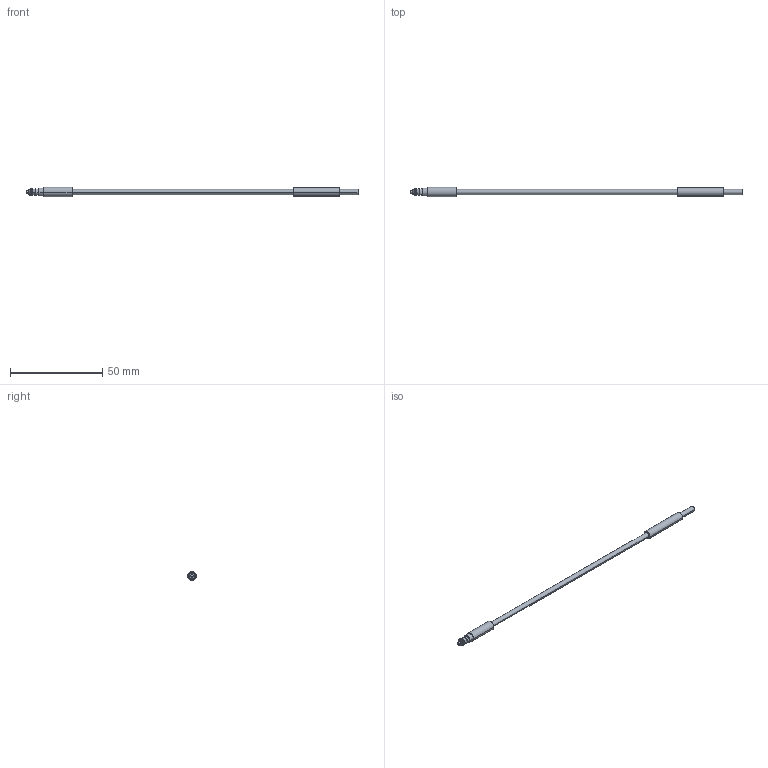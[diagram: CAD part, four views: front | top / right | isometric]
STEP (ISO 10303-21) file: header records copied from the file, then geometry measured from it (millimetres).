
FILE_DESCRIPTION(('STEP AP203'),'1');
FILE_NAME('PTP5S3CB-L.stp','2015-10-16T07:12:48',(' '),(' '),'Spatial InterOp 3D',' ',' ');
FILE_SCHEMA(('CONFIG_CONTROL_DESIGN'));
Length unit declared in the file: millimetre
Products named in the file (1): 1
Bounding box: 180 x 5 x 5 mm (x, y, z)
Volume: 1592.3 mm3; surface area: 1906.3 mm2
Topology: 1 solids, 1 shells, 42 faces, 84 edges, 49 vertices
Faces by surface type: cylinder 16, torus 8, cone 8, plane 8, sphere 2
Entity records: 1132 total; most frequent: DIRECTION 226, CARTESIAN_POINT 174, ORIENTED_EDGE 164, AXIS2_PLACEMENT_3D 101, EDGE_CURVE 82, CIRCLE 58, EDGE_LOOP 49, VERTEX_POINT 49
